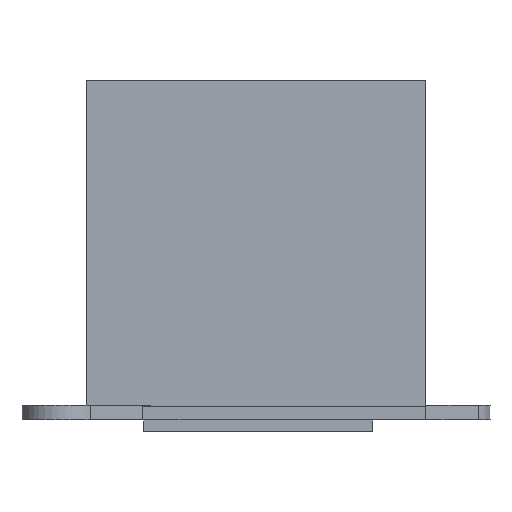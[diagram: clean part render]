
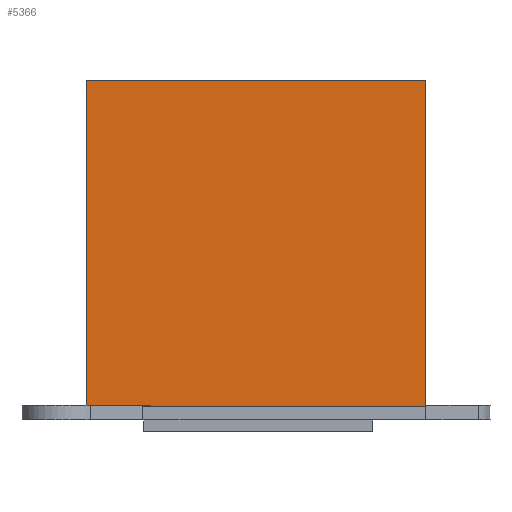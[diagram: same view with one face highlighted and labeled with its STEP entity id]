
A CAD part, left-side view. The second image highlights one B-rep face of the part: STEP entity #5366.
In plain terms, the highlighted planar face has unit normal (-1, 0, 0).
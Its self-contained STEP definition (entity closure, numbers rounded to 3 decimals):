
#241 = PLANE('',#242);
#242 = AXIS2_PLACEMENT_3D('',#243,#244,#245);
#243 = CARTESIAN_POINT('',(17.079,-40.421,0.));
#244 = DIRECTION('',(-0.707,-0.707,0.)
  );
#245 = DIRECTION('',(-0.707,0.707,0.)
  );
#628 = PLANE('',#629);
#629 = AXIS2_PLACEMENT_3D('',#630,#631,#632);
#630 = CARTESIAN_POINT('',(0.,-35.,17.5));
#631 = DIRECTION('',(0.,1.,0.));
#632 = DIRECTION('',(0.,0.,1.));
#755 = PLANE('',#756);
#756 = AXIS2_PLACEMENT_3D('',#757,#758,#759);
#757 = CARTESIAN_POINT('',(0.,-17.5,1.5));
#758 = DIRECTION('',(0.,0.,1.));
#759 = DIRECTION('',(0.,1.,0.));
#926 = VERTEX_POINT('',#927);
#927 = CARTESIAN_POINT('',(-16.684,-6.658,1.369));
#941 = PLANE('',#942);
#942 = AXIS2_PLACEMENT_3D('',#943,#944,#945);
#943 = CARTESIAN_POINT('',(-16.684,-35.,1.369));
#944 = DIRECTION('',(0.,0.,1.));
#945 = DIRECTION('',(-1.,0.,0.));
#953 = EDGE_CURVE('',#926,#954,#956,.T.);
#954 = VERTEX_POINT('',#955);
#955 = CARTESIAN_POINT('',(-16.684,-6.658,1.5));
#956 = SURFACE_CURVE('',#957,(#961,#968),.PCURVE_S1.);
#957 = LINE('',#958,#959);
#958 = CARTESIAN_POINT('',(-16.684,-6.658,
    17.925));
#959 = VECTOR('',#960,1.);
#960 = DIRECTION('',(0.,0.,1.));
#961 = PCURVE('',#241,#962);
#962 = DEFINITIONAL_REPRESENTATION('',(#963),#967);
#963 = LINE('',#964,#965);
#964 = CARTESIAN_POINT('',(47.747,-17.925));
#965 = VECTOR('',#966,1.);
#966 = DIRECTION('',(0.,-1.));
#967 = ( GEOMETRIC_REPRESENTATION_CONTEXT(2) 
PARAMETRIC_REPRESENTATION_CONTEXT() REPRESENTATION_CONTEXT('2D SPACE',''
  ) );
#968 = PCURVE('',#969,#974);
#969 = PLANE('',#970);
#970 = AXIS2_PLACEMENT_3D('',#971,#972,#973);
#971 = CARTESIAN_POINT('',(-16.684,-35.,35.849));
#972 = DIRECTION('',(-1.,0.,0.));
#973 = DIRECTION('',(0.,0.,-1.));
#974 = DEFINITIONAL_REPRESENTATION('',(#975),#979);
#975 = LINE('',#976,#977);
#976 = CARTESIAN_POINT('',(17.925,-28.342));
#977 = VECTOR('',#978,1.);
#978 = DIRECTION('',(-1.,0.));
#979 = ( GEOMETRIC_REPRESENTATION_CONTEXT(2) 
PARAMETRIC_REPRESENTATION_CONTEXT() REPRESENTATION_CONTEXT('2D SPACE',''
  ) );
#3265 = VERTEX_POINT('',#3266);
#3266 = CARTESIAN_POINT('',(-16.684,-35.,1.369));
#3287 = EDGE_CURVE('',#3288,#3265,#3290,.T.);
#3288 = VERTEX_POINT('',#3289);
#3289 = CARTESIAN_POINT('',(-16.684,-35.,35.));
#3290 = SURFACE_CURVE('',#3291,(#3295,#3302),.PCURVE_S1.);
#3291 = LINE('',#3292,#3293);
#3292 = CARTESIAN_POINT('',(-16.684,-35.,35.849));
#3293 = VECTOR('',#3294,1.);
#3294 = DIRECTION('',(0.,0.,-1.));
#3295 = PCURVE('',#628,#3296);
#3296 = DEFINITIONAL_REPRESENTATION('',(#3297),#3301);
#3297 = LINE('',#3298,#3299);
#3298 = CARTESIAN_POINT('',(18.349,-16.684));
#3299 = VECTOR('',#3300,1.);
#3300 = DIRECTION('',(-1.,0.));
#3301 = ( GEOMETRIC_REPRESENTATION_CONTEXT(2) 
PARAMETRIC_REPRESENTATION_CONTEXT() REPRESENTATION_CONTEXT('2D SPACE',''
  ) );
#3302 = PCURVE('',#969,#3303);
#3303 = DEFINITIONAL_REPRESENTATION('',(#3304),#3308);
#3304 = LINE('',#3305,#3306);
#3305 = CARTESIAN_POINT('',(0.,0.));
#3306 = VECTOR('',#3307,1.);
#3307 = DIRECTION('',(1.,0.));
#3308 = ( GEOMETRIC_REPRESENTATION_CONTEXT(2) 
PARAMETRIC_REPRESENTATION_CONTEXT() REPRESENTATION_CONTEXT('2D SPACE',''
  ) );
#3326 = PLANE('',#3327);
#3327 = AXIS2_PLACEMENT_3D('',#3328,#3329,#3330);
#3328 = CARTESIAN_POINT('',(17.5,0.,35.));
#3329 = DIRECTION('',(0.,0.,-1.));
#3330 = DIRECTION('',(-1.,0.,0.));
#4937 = EDGE_CURVE('',#954,#4938,#4940,.T.);
#4938 = VERTEX_POINT('',#4939);
#4939 = CARTESIAN_POINT('',(-16.684,0.,1.5));
#4940 = SURFACE_CURVE('',#4941,(#4945,#4952),.PCURVE_S1.);
#4941 = LINE('',#4942,#4943);
#4942 = CARTESIAN_POINT('',(-16.684,-26.25,1.5));
#4943 = VECTOR('',#4944,1.);
#4944 = DIRECTION('',(0.,1.,0.));
#4945 = PCURVE('',#755,#4946);
#4946 = DEFINITIONAL_REPRESENTATION('',(#4947),#4951);
#4947 = LINE('',#4948,#4949);
#4948 = CARTESIAN_POINT('',(-8.75,16.684));
#4949 = VECTOR('',#4950,1.);
#4950 = DIRECTION('',(1.,0.));
#4951 = ( GEOMETRIC_REPRESENTATION_CONTEXT(2) 
PARAMETRIC_REPRESENTATION_CONTEXT() REPRESENTATION_CONTEXT('2D SPACE',''
  ) );
#4952 = PCURVE('',#969,#4953);
#4953 = DEFINITIONAL_REPRESENTATION('',(#4954),#4958);
#4954 = LINE('',#4955,#4956);
#4955 = CARTESIAN_POINT('',(34.349,-8.75));
#4956 = VECTOR('',#4957,1.);
#4957 = DIRECTION('',(0.,-1.));
#4958 = ( GEOMETRIC_REPRESENTATION_CONTEXT(2) 
PARAMETRIC_REPRESENTATION_CONTEXT() REPRESENTATION_CONTEXT('2D SPACE',''
  ) );
#4976 = PLANE('',#4977);
#4977 = AXIS2_PLACEMENT_3D('',#4978,#4979,#4980);
#4978 = CARTESIAN_POINT('',(0.,0.,17.5));
#4979 = DIRECTION('',(0.,1.,0.));
#4980 = DIRECTION('',(0.,0.,1.));
#5366 = ADVANCED_FACE('',(#5367),#969,.T.);
#5367 = FACE_BOUND('',#5368,.T.);
#5368 = EDGE_LOOP('',(#5369,#5370,#5393,#5414,#5415,#5416));
#5369 = ORIENTED_EDGE('',*,*,#3287,.F.);
#5370 = ORIENTED_EDGE('',*,*,#5371,.T.);
#5371 = EDGE_CURVE('',#3288,#5372,#5374,.T.);
#5372 = VERTEX_POINT('',#5373);
#5373 = CARTESIAN_POINT('',(-16.684,0.,35.));
#5374 = SURFACE_CURVE('',#5375,(#5379,#5386),.PCURVE_S1.);
#5375 = LINE('',#5376,#5377);
#5376 = CARTESIAN_POINT('',(-16.684,-17.5,35.));
#5377 = VECTOR('',#5378,1.);
#5378 = DIRECTION('',(0.,1.,0.));
#5379 = PCURVE('',#969,#5380);
#5380 = DEFINITIONAL_REPRESENTATION('',(#5381),#5385);
#5381 = LINE('',#5382,#5383);
#5382 = CARTESIAN_POINT('',(0.849,-17.5));
#5383 = VECTOR('',#5384,1.);
#5384 = DIRECTION('',(0.,-1.));
#5385 = ( GEOMETRIC_REPRESENTATION_CONTEXT(2) 
PARAMETRIC_REPRESENTATION_CONTEXT() REPRESENTATION_CONTEXT('2D SPACE',''
  ) );
#5386 = PCURVE('',#3326,#5387);
#5387 = DEFINITIONAL_REPRESENTATION('',(#5388),#5392);
#5388 = LINE('',#5389,#5390);
#5389 = CARTESIAN_POINT('',(34.184,-17.5));
#5390 = VECTOR('',#5391,1.);
#5391 = DIRECTION('',(0.,1.));
#5392 = ( GEOMETRIC_REPRESENTATION_CONTEXT(2) 
PARAMETRIC_REPRESENTATION_CONTEXT() REPRESENTATION_CONTEXT('2D SPACE',''
  ) );
#5393 = ORIENTED_EDGE('',*,*,#5394,.F.);
#5394 = EDGE_CURVE('',#4938,#5372,#5395,.T.);
#5395 = SURFACE_CURVE('',#5396,(#5400,#5407),.PCURVE_S1.);
#5396 = LINE('',#5397,#5398);
#5397 = CARTESIAN_POINT('',(-16.684,0.,
    26.675));
#5398 = VECTOR('',#5399,1.);
#5399 = DIRECTION('',(0.,0.,1.));
#5400 = PCURVE('',#969,#5401);
#5401 = DEFINITIONAL_REPRESENTATION('',(#5402),#5406);
#5402 = LINE('',#5403,#5404);
#5403 = CARTESIAN_POINT('',(9.175,-35.));
#5404 = VECTOR('',#5405,1.);
#5405 = DIRECTION('',(-1.,0.));
#5406 = ( GEOMETRIC_REPRESENTATION_CONTEXT(2) 
PARAMETRIC_REPRESENTATION_CONTEXT() REPRESENTATION_CONTEXT('2D SPACE',''
  ) );
#5407 = PCURVE('',#4976,#5408);
#5408 = DEFINITIONAL_REPRESENTATION('',(#5409),#5413);
#5409 = LINE('',#5410,#5411);
#5410 = CARTESIAN_POINT('',(9.175,-16.684));
#5411 = VECTOR('',#5412,1.);
#5412 = DIRECTION('',(1.,0.));
#5413 = ( GEOMETRIC_REPRESENTATION_CONTEXT(2) 
PARAMETRIC_REPRESENTATION_CONTEXT() REPRESENTATION_CONTEXT('2D SPACE',''
  ) );
#5414 = ORIENTED_EDGE('',*,*,#4937,.F.);
#5415 = ORIENTED_EDGE('',*,*,#953,.F.);
#5416 = ORIENTED_EDGE('',*,*,#5417,.F.);
#5417 = EDGE_CURVE('',#3265,#926,#5418,.T.);
#5418 = SURFACE_CURVE('',#5419,(#5423,#5430),.PCURVE_S1.);
#5419 = LINE('',#5420,#5421);
#5420 = CARTESIAN_POINT('',(-16.684,-35.,1.369));
#5421 = VECTOR('',#5422,1.);
#5422 = DIRECTION('',(0.,1.,0.));
#5423 = PCURVE('',#969,#5424);
#5424 = DEFINITIONAL_REPRESENTATION('',(#5425),#5429);
#5425 = LINE('',#5426,#5427);
#5426 = CARTESIAN_POINT('',(34.48,0.));
#5427 = VECTOR('',#5428,1.);
#5428 = DIRECTION('',(0.,-1.));
#5429 = ( GEOMETRIC_REPRESENTATION_CONTEXT(2) 
PARAMETRIC_REPRESENTATION_CONTEXT() REPRESENTATION_CONTEXT('2D SPACE',''
  ) );
#5430 = PCURVE('',#941,#5431);
#5431 = DEFINITIONAL_REPRESENTATION('',(#5432),#5436);
#5432 = LINE('',#5433,#5434);
#5433 = CARTESIAN_POINT('',(0.,0.));
#5434 = VECTOR('',#5435,1.);
#5435 = DIRECTION('',(0.,-1.));
#5436 = ( GEOMETRIC_REPRESENTATION_CONTEXT(2) 
PARAMETRIC_REPRESENTATION_CONTEXT() REPRESENTATION_CONTEXT('2D SPACE',''
  ) );
